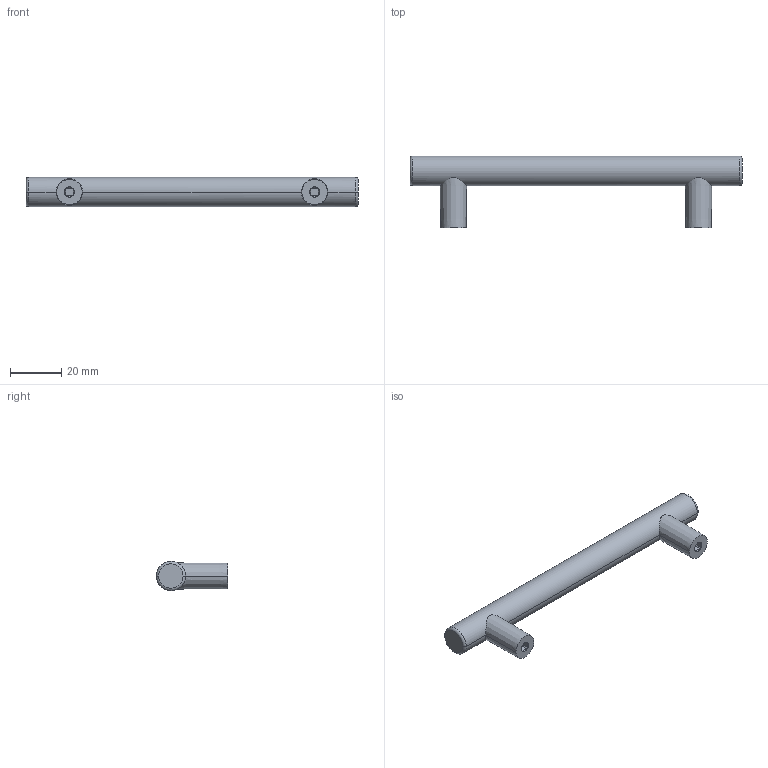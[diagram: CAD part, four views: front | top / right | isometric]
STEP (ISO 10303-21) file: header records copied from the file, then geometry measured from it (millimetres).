
FILE_DESCRIPTION(('Creo Elements/Direct Modeling STEP Export'),'2;1');
FILE_NAME('0511-130.stp','2018-11-26T12:38:12',(''),(''),'Creo Elements/Direct Modeling STEP processor for AP214 (Solid Model)','Creo Elements/Direct Modeling 20.0 12-Nov-2016 (C) Parametric Technology GmbH','');
FILE_SCHEMA(('AUTOMOTIVE_DESIGN { 1 0 10303 214 1 1 1 1 }'));
Length unit declared in the file: millimetre
Products named in the file (1): 0511-130
Bounding box: 130 x 28 x 11.5 mm (x, y, z)
Volume: 15885.6 mm3; surface area: 6446.2 mm2
Topology: 1 solids, 1 shells, 40 faces, 94 edges, 58 vertices
Faces by surface type: plane 22, cylinder 10, torus 4, cone 4
Entity records: 2370 total; most frequent: CARTESIAN_POINT 1487, ORIENTED_EDGE 188, DIRECTION 164, EDGE_CURVE 94, AXIS2_PLACEMENT_3D 71, VERTEX_POINT 58, EDGE_LOOP 42, FACE_OUTER_BOUND 40
